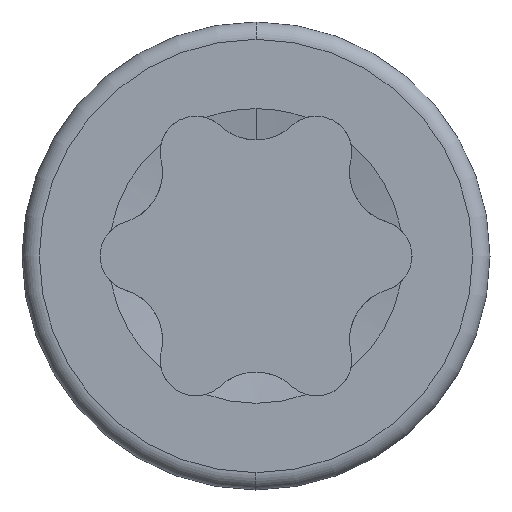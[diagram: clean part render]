
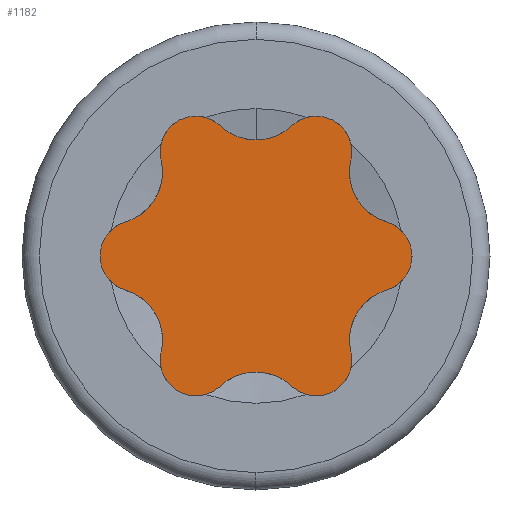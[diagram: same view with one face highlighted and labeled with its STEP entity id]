
A CAD part, left-side view. The second image highlights one B-rep face of the part: STEP entity #1182.
In plain terms, the highlighted planar face has unit normal (-1, 0, 0).
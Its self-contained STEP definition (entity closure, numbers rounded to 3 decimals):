
#16 = DIRECTION ( 'NONE',  ( 0., 0., 1. ) ) ;
#40 = ORIENTED_EDGE ( 'NONE', *, *, #298, .F. ) ;
#47 = EDGE_CURVE ( 'NONE', #1312, #609, #457, .T. ) ;
#51 = CARTESIAN_POINT ( 'NONE',  ( 0.9, -0.547, 0.554 ) ) ;
#65 = DIRECTION ( 'NONE',  ( 1., 0., 0. ) ) ;
#89 = CARTESIAN_POINT ( 'NONE',  ( 0.9, 0., -0.669 ) ) ;
#91 = ORIENTED_EDGE ( 'NONE', *, *, #536, .F. ) ;
#121 = CARTESIAN_POINT ( 'NONE',  ( 0.9, -0.839, -0.485 ) ) ;
#131 = DIRECTION ( 'NONE',  ( -1., 0., 0. ) ) ;
#142 = DIRECTION ( 'NONE',  ( 0., 0., -1. ) ) ;
#150 = CIRCLE ( 'NONE', #776, 0.206 ) ;
#182 = AXIS2_PLACEMENT_3D ( 'NONE', #1278, #381, #984 ) ;
#187 = CIRCLE ( 'NONE', #673, 0.3 ) ;
#192 = CARTESIAN_POINT ( 'NONE',  ( 0.9, 0.206, -0.751 ) ) ;
#208 = CARTESIAN_POINT ( 'NONE',  ( 0.9, 0.694, 0. ) ) ;
#225 = DIRECTION ( 'NONE',  ( 0., 0., -1. ) ) ;
#227 = CARTESIAN_POINT ( 'NONE',  ( 0.9, -0.347, 0.601 ) ) ;
#231 = ORIENTED_EDGE ( 'NONE', *, *, #791, .F. ) ;
#240 = DIRECTION ( 'NONE',  ( -1., 0., 0. ) ) ;
#251 = VERTEX_POINT ( 'NONE', #502 ) ;
#259 = AXIS2_PLACEMENT_3D ( 'NONE', #121, #1233, #16 ) ;
#280 = VERTEX_POINT ( 'NONE', #192 ) ;
#284 = CIRCLE ( 'NONE', #1288, 0.206 ) ;
#298 = EDGE_CURVE ( 'NONE', #828, #879, #620, .T. ) ;
#307 = ORIENTED_EDGE ( 'NONE', *, *, #1009, .F. ) ;
#312 = ORIENTED_EDGE ( 'NONE', *, *, #441, .F. ) ;
#313 = CIRCLE ( 'NONE', #182, 0.3 ) ;
#316 = DIRECTION ( 'NONE',  ( 1., 0., 0. ) ) ;
#317 = DIRECTION ( 'NONE',  ( 1., 0., 0. ) ) ;
#326 = VERTEX_POINT ( 'NONE', #89 ) ;
#337 = CARTESIAN_POINT ( 'NONE',  ( 0.9, 0.347, -0.601 ) ) ;
#348 = DIRECTION ( 'NONE',  ( -1., 0., 0. ) ) ;
#367 = CIRCLE ( 'NONE', #1229, 0.206 ) ;
#371 = EDGE_CURVE ( 'NONE', #879, #535, #150, .T. ) ;
#381 = DIRECTION ( 'NONE',  ( -1., 0., 0. ) ) ;
#383 = CIRCLE ( 'NONE', #259, 0.3 ) ;
#421 = DIRECTION ( 'NONE',  ( 0., 0., -1. ) ) ;
#432 = ORIENTED_EDGE ( 'NONE', *, *, #371, .F. ) ;
#440 = DIRECTION ( 'NONE',  ( 0., 0., 1. ) ) ;
#441 = EDGE_CURVE ( 'NONE', #535, #1312, #1208, .T. ) ;
#448 = VERTEX_POINT ( 'NONE', #743 ) ;
#450 = CARTESIAN_POINT ( 'NONE',  ( 0.9, 0.347, 0.807 ) ) ;
#457 = CIRCLE ( 'NONE', #1203, 0.3 ) ;
#469 = EDGE_CURVE ( 'NONE', #1292, #517, #682, .T. ) ;
#479 = AXIS2_PLACEMENT_3D ( 'NONE', #1256, #761, #142 ) ;
#498 = EDGE_CURVE ( 'NONE', #583, #782, #1100, .T. ) ;
#502 = CARTESIAN_POINT ( 'NONE',  ( 0.9, -0.753, -0.197 ) ) ;
#507 = ORIENTED_EDGE ( 'NONE', *, *, #1081, .F. ) ;
#517 = VERTEX_POINT ( 'NONE', #556 ) ;
#531 = DIRECTION ( 'NONE',  ( 0., 0., -1. ) ) ;
#535 = VERTEX_POINT ( 'NONE', #450 ) ;
#536 = EDGE_CURVE ( 'NONE', #896, #970, #815, .T. ) ;
#538 = DIRECTION ( 'NONE',  ( 0., 0., -1. ) ) ;
#546 = AXIS2_PLACEMENT_3D ( 'NONE', #1135, #1049, #538 ) ;
#556 = CARTESIAN_POINT ( 'NONE',  ( 0.9, 0.753, -0.197 ) ) ;
#557 = AXIS2_PLACEMENT_3D ( 'NONE', #759, #131, #440 ) ;
#565 = ORIENTED_EDGE ( 'NONE', *, *, #992, .F. ) ;
#570 = DIRECTION ( 'NONE',  ( 0., 0., 1. ) ) ;
#582 = DIRECTION ( 'NONE',  ( 0., 0., -1. ) ) ;
#583 = VERTEX_POINT ( 'NONE', #51 ) ;
#609 = VERTEX_POINT ( 'NONE', #674 ) ;
#616 = DIRECTION ( 'NONE',  ( 0., 0., -1. ) ) ;
#620 = CIRCLE ( 'NONE', #1173, 0.3 ) ;
#631 = AXIS2_PLACEMENT_3D ( 'NONE', #1021, #1223, #820 ) ;
#633 = CARTESIAN_POINT ( 'NONE',  ( 0.9, -0.547, -0.554 ) ) ;
#637 = ORIENTED_EDGE ( 'NONE', *, *, #1195, .F. ) ;
#650 = DIRECTION ( 'NONE',  ( 0., 0., 1. ) ) ;
#655 = AXIS2_PLACEMENT_3D ( 'NONE', #337, #1041, #531 ) ;
#656 = CARTESIAN_POINT ( 'NONE',  ( 0.9, 0.173, -0.785 ) ) ;
#666 = CARTESIAN_POINT ( 'NONE',  ( 0.9, 0.839, -0.485 ) ) ;
#673 = AXIS2_PLACEMENT_3D ( 'NONE', #1150, #348, #1065 ) ;
#674 = CARTESIAN_POINT ( 'NONE',  ( 0.9, -0.206, 0.751 ) ) ;
#682 = CIRCLE ( 'NONE', #909, 0.3 ) ;
#728 = DIRECTION ( 'NONE',  ( 1., 0., 0. ) ) ;
#737 = EDGE_CURVE ( 'NONE', #517, #828, #367, .T. ) ;
#741 = CARTESIAN_POINT ( 'NONE',  ( 0.9, 0.547, -0.554 ) ) ;
#743 = CARTESIAN_POINT ( 'NONE',  ( 0.9, -0.347, 0.807 ) ) ;
#759 = CARTESIAN_POINT ( 'NONE',  ( 0.9, -0.839, 0.485 ) ) ;
#761 = DIRECTION ( 'NONE',  ( 1., 0., 0. ) ) ;
#772 = CIRCLE ( 'NONE', #655, 0.206 ) ;
#776 = AXIS2_PLACEMENT_3D ( 'NONE', #1237, #317, #225 ) ;
#782 = VERTEX_POINT ( 'NONE', #1033 ) ;
#791 = EDGE_CURVE ( 'NONE', #609, #448, #1118, .T. ) ;
#812 = AXIS2_PLACEMENT_3D ( 'NONE', #656, #240, #570 ) ;
#813 = CARTESIAN_POINT ( 'NONE',  ( 0.9, 0.839, 0.485 ) ) ;
#814 = FACE_OUTER_BOUND ( 'NONE', #1299, .T. ) ;
#815 = CIRCLE ( 'NONE', #819, 0.206 ) ;
#817 = CARTESIAN_POINT ( 'NONE',  ( 0.9, 0.753, 0.197 ) ) ;
#819 = AXIS2_PLACEMENT_3D ( 'NONE', #1177, #65, #582 ) ;
#820 = DIRECTION ( 'NONE',  ( 0., 0., -1. ) ) ;
#828 = VERTEX_POINT ( 'NONE', #817 ) ;
#838 = CARTESIAN_POINT ( 'NONE',  ( 0.9, -0.206, -0.751 ) ) ;
#866 = ORIENTED_EDGE ( 'NONE', *, *, #737, .F. ) ;
#867 = ORIENTED_EDGE ( 'NONE', *, *, #1053, .F. ) ;
#879 = VERTEX_POINT ( 'NONE', #950 ) ;
#883 = CARTESIAN_POINT ( 'NONE',  ( 0.9, 0., 0.969 ) ) ;
#886 = DIRECTION ( 'NONE',  ( -1., 0., 0. ) ) ;
#896 = VERTEX_POINT ( 'NONE', #633 ) ;
#901 = ORIENTED_EDGE ( 'NONE', *, *, #498, .F. ) ;
#909 = AXIS2_PLACEMENT_3D ( 'NONE', #666, #1057, #650 ) ;
#910 = ORIENTED_EDGE ( 'NONE', *, *, #1179, .F. ) ;
#917 = DIRECTION ( 'NONE',  ( 0., 0., 1. ) ) ;
#949 = CARTESIAN_POINT ( 'NONE',  ( 0.9, 0.206, 0.751 ) ) ;
#950 = CARTESIAN_POINT ( 'NONE',  ( 0.9, 0.547, 0.554 ) ) ;
#970 = VERTEX_POINT ( 'NONE', #838 ) ;
#979 = DIRECTION ( 'NONE',  ( 0., 0., 1. ) ) ;
#984 = DIRECTION ( 'NONE',  ( 0., 0., 1. ) ) ;
#992 = EDGE_CURVE ( 'NONE', #251, #896, #383, .T. ) ;
#1009 = EDGE_CURVE ( 'NONE', #448, #583, #284, .T. ) ;
#1011 = DIRECTION ( 'NONE',  ( -1., 0., 0. ) ) ;
#1021 = CARTESIAN_POINT ( 'NONE',  ( 0.9, -0.347, 0.601 ) ) ;
#1033 = CARTESIAN_POINT ( 'NONE',  ( 0.9, -0.753, 0.197 ) ) ;
#1041 = DIRECTION ( 'NONE',  ( 1., 0., 0. ) ) ;
#1049 = DIRECTION ( 'NONE',  ( 1., 0., 0. ) ) ;
#1053 = EDGE_CURVE ( 'NONE', #280, #1292, #772, .T. ) ;
#1057 = DIRECTION ( 'NONE',  ( -1., 0., 0. ) ) ;
#1059 = ORIENTED_EDGE ( 'NONE', *, *, #469, .F. ) ;
#1065 = DIRECTION ( 'NONE',  ( 0., 0., 1. ) ) ;
#1081 = EDGE_CURVE ( 'NONE', #782, #251, #1159, .T. ) ;
#1100 = CIRCLE ( 'NONE', #557, 0.3 ) ;
#1118 = CIRCLE ( 'NONE', #631, 0.206 ) ;
#1135 = CARTESIAN_POINT ( 'NONE',  ( 0.9, -0.694, 0. ) ) ;
#1150 = CARTESIAN_POINT ( 'NONE',  ( 0.9, 0., -0.969 ) ) ;
#1159 = CIRCLE ( 'NONE', #546, 0.206 ) ;
#1173 = AXIS2_PLACEMENT_3D ( 'NONE', #813, #1011, #917 ) ;
#1177 = CARTESIAN_POINT ( 'NONE',  ( 0.9, -0.347, -0.601 ) ) ;
#1179 = EDGE_CURVE ( 'NONE', #970, #326, #187, .T. ) ;
#1182 = ADVANCED_FACE ( 'NONE', ( #814 ), #1254, .T. ) ;
#1195 = EDGE_CURVE ( 'NONE', #326, #280, #313, .T. ) ;
#1203 = AXIS2_PLACEMENT_3D ( 'NONE', #883, #886, #979 ) ;
#1208 = CIRCLE ( 'NONE', #479, 0.206 ) ;
#1223 = DIRECTION ( 'NONE',  ( 1., 0., 0. ) ) ;
#1229 = AXIS2_PLACEMENT_3D ( 'NONE', #208, #728, #616 ) ;
#1232 = ORIENTED_EDGE ( 'NONE', *, *, #47, .F. ) ;
#1233 = DIRECTION ( 'NONE',  ( -1., 0., 0. ) ) ;
#1237 = CARTESIAN_POINT ( 'NONE',  ( 0.9, 0.347, 0.601 ) ) ;
#1254 = PLANE ( 'NONE',  #812 ) ;
#1256 = CARTESIAN_POINT ( 'NONE',  ( 0.9, 0.347, 0.601 ) ) ;
#1278 = CARTESIAN_POINT ( 'NONE',  ( 0.9, 0., -0.969 ) ) ;
#1288 = AXIS2_PLACEMENT_3D ( 'NONE', #227, #316, #421 ) ;
#1292 = VERTEX_POINT ( 'NONE', #741 ) ;
#1299 = EDGE_LOOP ( 'NONE', ( #910, #91, #565, #507, #901, #307, #231, #1232, #312, #432, #40, #866, #1059, #867, #637 ) ) ;
#1312 = VERTEX_POINT ( 'NONE', #949 ) ;
